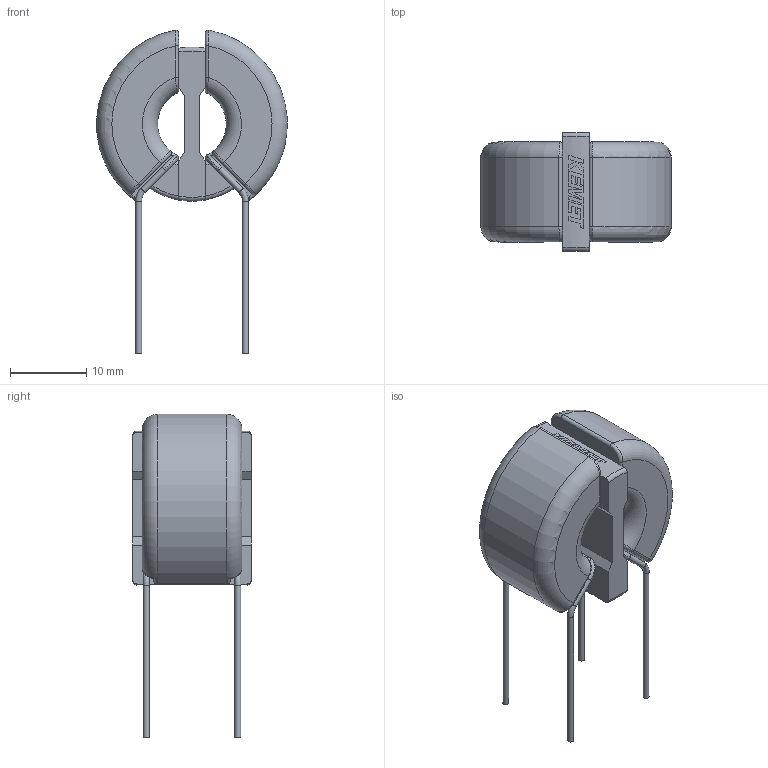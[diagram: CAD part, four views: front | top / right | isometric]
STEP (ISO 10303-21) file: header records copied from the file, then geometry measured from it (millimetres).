
FILE_DESCRIPTION(/* description */ (''),/* implementation_level */ '2;1');
FILE_NAME(/* name */ 'KEMET SCF20-05-550.step',/* time_stamp */ '2023-08-18T22:58:47+01:00',/* author */ (''),/* organization */ (''),/* preprocessor_version */ 'ST-DEVELOPER v20',/* originating_system */ 'Autodesk Translation Framework v12.9.0.99',/* authorisation */ '');
FILE_SCHEMA (('AUTOMOTIVE_DESIGN { 1 0 10303 214 3 1 1 }'));
Length unit declared in the file: millimetre
Products named in the file (1): KEMET SCF20-05-550
Bounding box: 24.95 x 15.5 x 42.41 mm (x, y, z)
Volume: 5175.1 mm3; surface area: 2774.1 mm2
Topology: 1 solids, 1 shells, 204 faces, 551 edges, 346 vertices
Faces by surface type: plane 93, cylinder 39, torus 32, bspline 32, sphere 8
Full cylindrical faces by diameter (mm): 0.8 x8
Entity records: 9794 total; most frequent: CARTESIAN_POINT 4610, ORIENTED_EDGE 1094, DIRECTION 985, EDGE_CURVE 547, AXIS2_PLACEMENT_3D 383, VERTEX_POINT 346, LINE 219, VECTOR 219
